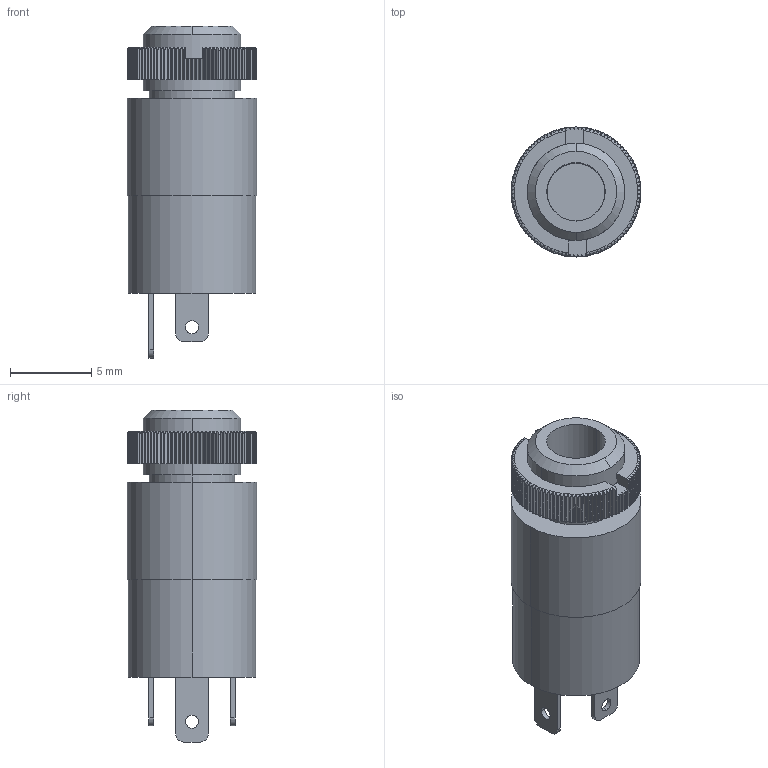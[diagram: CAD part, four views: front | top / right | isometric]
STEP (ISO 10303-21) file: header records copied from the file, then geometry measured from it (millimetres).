
FILE_DESCRIPTION (( 'STEP AP214' ), '1' );
FILE_NAME ('User Library-3.5MM Panel Mount Audio Jack - 3 Connector.STEP', '2019-03-22T21:06:32', ( '' ), ( '' ), 'SwSTEP 2.0', 'SolidWorks 2019', '' );
FILE_SCHEMA (( 'AUTOMOTIVE_DESIGN' ));
Length unit declared in the file: millimetre
Products named in the file (3): User Library-3.5MM Panel Mount Audio Jack - 3 Connector_3.5MM Panel Mount Audio Jack - 4 Connector - korpus; User Library-3.5MM Panel Mount Audio Jack - 3 Connector_3.5MM Panel Mount Audio Jack - 4 Connector - nakr_X2_0119_X0_tka; User Library-3.5MM Panel Mount Audio Jack - 3 Connector
Assembly tree (2 placements, depth 2):
  User Library-3.5MM Panel Mount Audio Jack - 3 Connector
    User Library-3.5MM Panel Mount Audio Jack - 3 Connector_3.5MM Panel Mount Audio Jack - 4 Connector - korpus
    User Library-3.5MM Panel Mount Audio Jack - 3 Connector_3.5MM Panel Mount Audio Jack - 4 Connector - nakr_X2_0119_X0_tka
Bounding box: 8 x 8 x 20.46 mm (x, y, z)
Volume: 596.3 mm3; surface area: 871.4 mm2
Topology: 2 solids, 2 shells, 361 faces, 1050 edges, 700 vertices
Faces by surface type: plane 231, cylinder 126, cone 2, bspline 2
Entity records: 16661 total; most frequent: CARTESIAN_POINT 3144, ORIENTED_EDGE 2100, DIRECTION 1848, EDGE_CURVE 1050, VERTEX_POINT 700, AXIS2_PLACEMENT_3D 624, LINE 600, VECTOR 600
